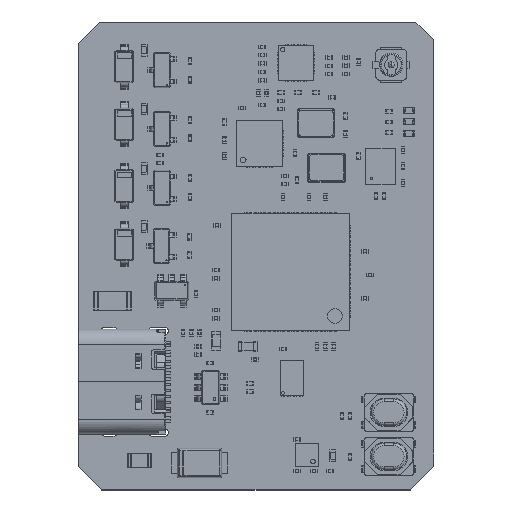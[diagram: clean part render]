
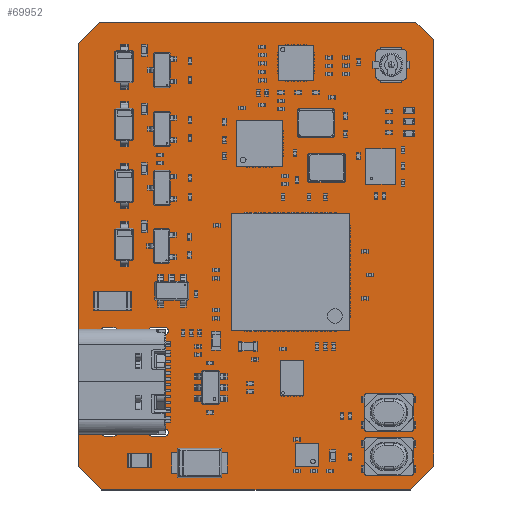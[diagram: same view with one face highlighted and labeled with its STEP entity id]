
A CAD part, top view. The second image highlights one B-rep face of the part: STEP entity #69952.
In plain terms, the highlighted planar face has unit normal (0, 0, 1).
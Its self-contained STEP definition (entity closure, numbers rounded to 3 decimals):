
#69634 = VERTEX_POINT('',#69635);
#69635 = CARTESIAN_POINT('',(97.9,-34.4,1.51));
#69641 = EDGE_CURVE('',#69634,#69642,#69644,.T.);
#69642 = VERTEX_POINT('',#69643);
#69643 = CARTESIAN_POINT('',(97.9,-69.2,1.51));
#69644 = LINE('',#69645,#69646);
#69645 = CARTESIAN_POINT('',(97.9,-34.4,1.51));
#69646 = VECTOR('',#69647,1.);
#69647 = DIRECTION('',(0.,-1.,0.));
#69674 = VERTEX_POINT('',#69675);
#69675 = CARTESIAN_POINT('',(96.4,-32.9,1.51));
#69681 = EDGE_CURVE('',#69674,#69634,#69682,.T.);
#69682 = LINE('',#69683,#69684);
#69683 = CARTESIAN_POINT('',(96.4,-32.9,1.51));
#69684 = VECTOR('',#69685,1.);
#69685 = DIRECTION('',(0.707,-0.707,0.));
#69703 = EDGE_CURVE('',#69642,#69704,#69706,.T.);
#69704 = VERTEX_POINT('',#69705);
#69705 = CARTESIAN_POINT('',(97.9,-70.7,1.51));
#69706 = LINE('',#69707,#69708);
#69707 = CARTESIAN_POINT('',(97.9,-69.2,1.51));
#69708 = VECTOR('',#69709,1.);
#69709 = DIRECTION('',(0.,-1.,0.));
#69952 = ADVANCED_FACE('',(#69953,#70004,#70040,#70076,#70087,#70123,
    #70134),#70170,.T.);
#69953 = FACE_BOUND('',#69954,.T.);
#69954 = EDGE_LOOP('',(#69955,#69956,#69957,#69965,#69973,#69981,#69989,
    #69997,#70003));
#69955 = ORIENTED_EDGE('',*,*,#69641,.F.);
#69956 = ORIENTED_EDGE('',*,*,#69681,.F.);
#69957 = ORIENTED_EDGE('',*,*,#69958,.F.);
#69958 = EDGE_CURVE('',#69959,#69674,#69961,.T.);
#69959 = VERTEX_POINT('',#69960);
#69960 = CARTESIAN_POINT('',(69.5,-32.9,1.51));
#69961 = LINE('',#69962,#69963);
#69962 = CARTESIAN_POINT('',(69.5,-32.9,1.51));
#69963 = VECTOR('',#69964,1.);
#69964 = DIRECTION('',(1.,0.,0.));
#69965 = ORIENTED_EDGE('',*,*,#69966,.F.);
#69966 = EDGE_CURVE('',#69967,#69959,#69969,.T.);
#69967 = VERTEX_POINT('',#69968);
#69968 = CARTESIAN_POINT('',(67.7,-34.7,1.51));
#69969 = LINE('',#69970,#69971);
#69970 = CARTESIAN_POINT('',(67.7,-34.7,1.51));
#69971 = VECTOR('',#69972,1.);
#69972 = DIRECTION('',(0.707,0.707,0.));
#69973 = ORIENTED_EDGE('',*,*,#69974,.F.);
#69974 = EDGE_CURVE('',#69975,#69967,#69977,.T.);
#69975 = VERTEX_POINT('',#69976);
#69976 = CARTESIAN_POINT('',(67.7,-70.7,1.51));
#69977 = LINE('',#69978,#69979);
#69978 = CARTESIAN_POINT('',(67.7,-70.7,1.51));
#69979 = VECTOR('',#69980,1.);
#69980 = DIRECTION('',(0.,1.,0.));
#69981 = ORIENTED_EDGE('',*,*,#69982,.F.);
#69982 = EDGE_CURVE('',#69983,#69975,#69985,.T.);
#69983 = VERTEX_POINT('',#69984);
#69984 = CARTESIAN_POINT('',(69.7,-72.7,1.51));
#69985 = LINE('',#69986,#69987);
#69986 = CARTESIAN_POINT('',(69.7,-72.7,1.51));
#69987 = VECTOR('',#69988,1.);
#69988 = DIRECTION('',(-0.707,0.707,0.));
#69989 = ORIENTED_EDGE('',*,*,#69990,.F.);
#69990 = EDGE_CURVE('',#69991,#69983,#69993,.T.);
#69991 = VERTEX_POINT('',#69992);
#69992 = CARTESIAN_POINT('',(95.9,-72.7,1.51));
#69993 = LINE('',#69994,#69995);
#69994 = CARTESIAN_POINT('',(95.9,-72.7,1.51));
#69995 = VECTOR('',#69996,1.);
#69996 = DIRECTION('',(-1.,0.,0.));
#69997 = ORIENTED_EDGE('',*,*,#69998,.F.);
#69998 = EDGE_CURVE('',#69704,#69991,#69999,.T.);
#69999 = LINE('',#70000,#70001);
#70000 = CARTESIAN_POINT('',(97.9,-70.7,1.51));
#70001 = VECTOR('',#70002,1.);
#70002 = DIRECTION('',(-0.707,-0.707,0.));
#70003 = ORIENTED_EDGE('',*,*,#69703,.F.);
#70004 = FACE_BOUND('',#70005,.T.);
#70005 = EDGE_LOOP('',(#70006,#70017,#70025,#70034));
#70006 = ORIENTED_EDGE('',*,*,#70007,.T.);
#70007 = EDGE_CURVE('',#70008,#70010,#70012,.T.);
#70008 = VERTEX_POINT('',#70009);
#70009 = CARTESIAN_POINT('',(69.925,-68.12,1.51));
#70010 = VERTEX_POINT('',#70011);
#70011 = CARTESIAN_POINT('',(69.925,-67.52,1.51));
#70012 = CIRCLE('',#70013,0.3);
#70013 = AXIS2_PLACEMENT_3D('',#70014,#70015,#70016);
#70014 = CARTESIAN_POINT('',(69.925,-67.82,1.51));
#70015 = DIRECTION('',(-0.,0.,-1.));
#70016 = DIRECTION('',(0.,1.,0.));
#70017 = ORIENTED_EDGE('',*,*,#70018,.T.);
#70018 = EDGE_CURVE('',#70010,#70019,#70021,.T.);
#70019 = VERTEX_POINT('',#70020);
#70020 = CARTESIAN_POINT('',(70.725,-67.52,1.51));
#70021 = LINE('',#70022,#70023);
#70022 = CARTESIAN_POINT('',(35.363,-67.52,1.51));
#70023 = VECTOR('',#70024,1.);
#70024 = DIRECTION('',(1.,0.,-0.));
#70025 = ORIENTED_EDGE('',*,*,#70026,.T.);
#70026 = EDGE_CURVE('',#70019,#70027,#70029,.T.);
#70027 = VERTEX_POINT('',#70028);
#70028 = CARTESIAN_POINT('',(70.725,-68.12,1.51));
#70029 = CIRCLE('',#70030,0.3);
#70030 = AXIS2_PLACEMENT_3D('',#70031,#70032,#70033);
#70031 = CARTESIAN_POINT('',(70.725,-67.82,1.51));
#70032 = DIRECTION('',(-0.,0.,-1.));
#70033 = DIRECTION('',(-0.,-1.,0.));
#70034 = ORIENTED_EDGE('',*,*,#70035,.T.);
#70035 = EDGE_CURVE('',#70027,#70008,#70036,.T.);
#70036 = LINE('',#70037,#70038);
#70037 = CARTESIAN_POINT('',(34.963,-68.12,1.51));
#70038 = VECTOR('',#70039,1.);
#70039 = DIRECTION('',(-1.,0.,0.));
#70040 = FACE_BOUND('',#70041,.T.);
#70041 = EDGE_LOOP('',(#70042,#70053,#70061,#70070));
#70042 = ORIENTED_EDGE('',*,*,#70043,.T.);
#70043 = EDGE_CURVE('',#70044,#70046,#70048,.T.);
#70044 = VERTEX_POINT('',#70045);
#70045 = CARTESIAN_POINT('',(73.955,-68.12,1.51));
#70046 = VERTEX_POINT('',#70047);
#70047 = CARTESIAN_POINT('',(73.955,-67.52,1.51));
#70048 = CIRCLE('',#70049,0.3);
#70049 = AXIS2_PLACEMENT_3D('',#70050,#70051,#70052);
#70050 = CARTESIAN_POINT('',(73.955,-67.82,1.51));
#70051 = DIRECTION('',(-0.,0.,-1.));
#70052 = DIRECTION('',(0.,1.,0.));
#70053 = ORIENTED_EDGE('',*,*,#70054,.T.);
#70054 = EDGE_CURVE('',#70046,#70055,#70057,.T.);
#70055 = VERTEX_POINT('',#70056);
#70056 = CARTESIAN_POINT('',(75.055,-67.52,1.51));
#70057 = LINE('',#70058,#70059);
#70058 = CARTESIAN_POINT('',(37.528,-67.52,1.51));
#70059 = VECTOR('',#70060,1.);
#70060 = DIRECTION('',(1.,0.,-0.));
#70061 = ORIENTED_EDGE('',*,*,#70062,.T.);
#70062 = EDGE_CURVE('',#70055,#70063,#70065,.T.);
#70063 = VERTEX_POINT('',#70064);
#70064 = CARTESIAN_POINT('',(75.055,-68.12,1.51));
#70065 = CIRCLE('',#70066,0.3);
#70066 = AXIS2_PLACEMENT_3D('',#70067,#70068,#70069);
#70067 = CARTESIAN_POINT('',(75.055,-67.82,1.51));
#70068 = DIRECTION('',(-0.,0.,-1.));
#70069 = DIRECTION('',(-0.,-1.,0.));
#70070 = ORIENTED_EDGE('',*,*,#70071,.T.);
#70071 = EDGE_CURVE('',#70063,#70044,#70072,.T.);
#70072 = LINE('',#70073,#70074);
#70073 = CARTESIAN_POINT('',(36.978,-68.12,1.51));
#70074 = VECTOR('',#70075,1.);
#70075 = DIRECTION('',(-1.,0.,0.));
#70076 = FACE_BOUND('',#70077,.T.);
#70077 = EDGE_LOOP('',(#70078));
#70078 = ORIENTED_EDGE('',*,*,#70079,.T.);
#70079 = EDGE_CURVE('',#70080,#70080,#70082,.T.);
#70080 = VERTEX_POINT('',#70081);
#70081 = CARTESIAN_POINT('',(74.005,-66.715,1.51));
#70082 = CIRCLE('',#70083,0.325);
#70083 = AXIS2_PLACEMENT_3D('',#70084,#70085,#70086);
#70084 = CARTESIAN_POINT('',(74.005,-66.39,1.51));
#70085 = DIRECTION('',(-0.,0.,-1.));
#70086 = DIRECTION('',(-0.,-1.,0.));
#70087 = FACE_BOUND('',#70088,.T.);
#70088 = EDGE_LOOP('',(#70089,#70100,#70108,#70117));
#70089 = ORIENTED_EDGE('',*,*,#70090,.T.);
#70090 = EDGE_CURVE('',#70091,#70093,#70095,.T.);
#70091 = VERTEX_POINT('',#70092);
#70092 = CARTESIAN_POINT('',(69.925,-59.48,1.51));
#70093 = VERTEX_POINT('',#70094);
#70094 = CARTESIAN_POINT('',(69.925,-58.88,1.51));
#70095 = CIRCLE('',#70096,0.3);
#70096 = AXIS2_PLACEMENT_3D('',#70097,#70098,#70099);
#70097 = CARTESIAN_POINT('',(69.925,-59.18,1.51));
#70098 = DIRECTION('',(-0.,0.,-1.));
#70099 = DIRECTION('',(0.,1.,0.));
#70100 = ORIENTED_EDGE('',*,*,#70101,.T.);
#70101 = EDGE_CURVE('',#70093,#70102,#70104,.T.);
#70102 = VERTEX_POINT('',#70103);
#70103 = CARTESIAN_POINT('',(70.725,-58.88,1.51));
#70104 = LINE('',#70105,#70106);
#70105 = CARTESIAN_POINT('',(35.363,-58.88,1.51));
#70106 = VECTOR('',#70107,1.);
#70107 = DIRECTION('',(1.,0.,-0.));
#70108 = ORIENTED_EDGE('',*,*,#70109,.T.);
#70109 = EDGE_CURVE('',#70102,#70110,#70112,.T.);
#70110 = VERTEX_POINT('',#70111);
#70111 = CARTESIAN_POINT('',(70.725,-59.48,1.51));
#70112 = CIRCLE('',#70113,0.3);
#70113 = AXIS2_PLACEMENT_3D('',#70114,#70115,#70116);
#70114 = CARTESIAN_POINT('',(70.725,-59.18,1.51));
#70115 = DIRECTION('',(-0.,0.,-1.));
#70116 = DIRECTION('',(0.,-1.,0.));
#70117 = ORIENTED_EDGE('',*,*,#70118,.T.);
#70118 = EDGE_CURVE('',#70110,#70091,#70119,.T.);
#70119 = LINE('',#70120,#70121);
#70120 = CARTESIAN_POINT('',(34.963,-59.48,1.51));
#70121 = VECTOR('',#70122,1.);
#70122 = DIRECTION('',(-1.,0.,0.));
#70123 = FACE_BOUND('',#70124,.T.);
#70124 = EDGE_LOOP('',(#70125));
#70125 = ORIENTED_EDGE('',*,*,#70126,.T.);
#70126 = EDGE_CURVE('',#70127,#70127,#70129,.T.);
#70127 = VERTEX_POINT('',#70128);
#70128 = CARTESIAN_POINT('',(74.005,-60.935,1.51));
#70129 = CIRCLE('',#70130,0.325);
#70130 = AXIS2_PLACEMENT_3D('',#70131,#70132,#70133);
#70131 = CARTESIAN_POINT('',(74.005,-60.61,1.51));
#70132 = DIRECTION('',(-0.,0.,-1.));
#70133 = DIRECTION('',(-0.,-1.,0.));
#70134 = FACE_BOUND('',#70135,.T.);
#70135 = EDGE_LOOP('',(#70136,#70147,#70155,#70164));
#70136 = ORIENTED_EDGE('',*,*,#70137,.T.);
#70137 = EDGE_CURVE('',#70138,#70140,#70142,.T.);
#70138 = VERTEX_POINT('',#70139);
#70139 = CARTESIAN_POINT('',(73.955,-59.48,1.51));
#70140 = VERTEX_POINT('',#70141);
#70141 = CARTESIAN_POINT('',(73.955,-58.88,1.51));
#70142 = CIRCLE('',#70143,0.3);
#70143 = AXIS2_PLACEMENT_3D('',#70144,#70145,#70146);
#70144 = CARTESIAN_POINT('',(73.955,-59.18,1.51));
#70145 = DIRECTION('',(-0.,0.,-1.));
#70146 = DIRECTION('',(0.,1.,0.));
#70147 = ORIENTED_EDGE('',*,*,#70148,.T.);
#70148 = EDGE_CURVE('',#70140,#70149,#70151,.T.);
#70149 = VERTEX_POINT('',#70150);
#70150 = CARTESIAN_POINT('',(75.055,-58.88,1.51));
#70151 = LINE('',#70152,#70153);
#70152 = CARTESIAN_POINT('',(37.528,-58.88,1.51));
#70153 = VECTOR('',#70154,1.);
#70154 = DIRECTION('',(1.,0.,-0.));
#70155 = ORIENTED_EDGE('',*,*,#70156,.T.);
#70156 = EDGE_CURVE('',#70149,#70157,#70159,.T.);
#70157 = VERTEX_POINT('',#70158);
#70158 = CARTESIAN_POINT('',(75.055,-59.48,1.51));
#70159 = CIRCLE('',#70160,0.3);
#70160 = AXIS2_PLACEMENT_3D('',#70161,#70162,#70163);
#70161 = CARTESIAN_POINT('',(75.055,-59.18,1.51));
#70162 = DIRECTION('',(-0.,0.,-1.));
#70163 = DIRECTION('',(-0.,-1.,0.));
#70164 = ORIENTED_EDGE('',*,*,#70165,.T.);
#70165 = EDGE_CURVE('',#70157,#70138,#70166,.T.);
#70166 = LINE('',#70167,#70168);
#70167 = CARTESIAN_POINT('',(36.978,-59.48,1.51));
#70168 = VECTOR('',#70169,1.);
#70169 = DIRECTION('',(-1.,0.,0.));
#70170 = PLANE('',#70171);
#70171 = AXIS2_PLACEMENT_3D('',#70172,#70173,#70174);
#70172 = CARTESIAN_POINT('',(0.,0.,1.51));
#70173 = DIRECTION('',(0.,0.,1.));
#70174 = DIRECTION('',(1.,0.,-0.));
